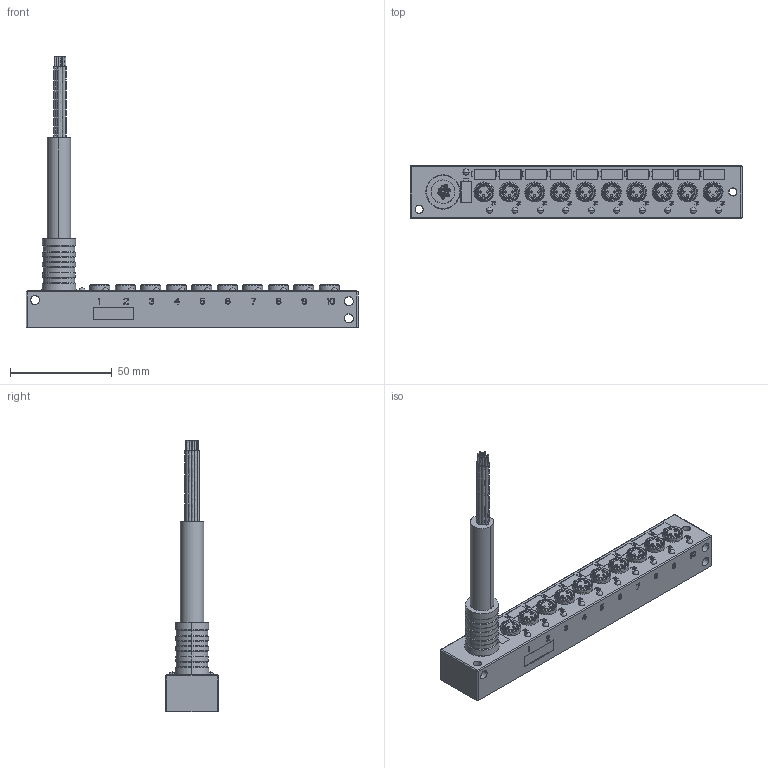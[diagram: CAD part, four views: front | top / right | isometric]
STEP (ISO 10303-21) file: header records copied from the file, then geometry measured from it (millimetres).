
FILE_DESCRIPTION( ('This file contains a STEP AP42 implementation' ,'as created by ZW3D STEP Interface translator.') ,'2;1' );
FILE_NAME( 'DM8C10-3-3XX-94TXX.stp' ,'211223.191048', (''), ('ZWCAD Software Co.'), 'Version 1.0', 'ZW3D to STEP translator', '' );
FILE_SCHEMA(('AUTOMOTIVE_DESIGN'));
Length unit declared in the file: millimetre
Products named in the file (3): 0; DM8C10-3-3PA-94XX; 94T
Assembly tree (1 placements, depth 2):
  0
  DM8C10-3-3PA-94XX
    94T
Bounding box: 163 x 26 x 133.13 mm (x, y, z)
Volume: 86080.8 mm3; surface area: 32431.2 mm2
Topology: 2 solids, 3 shells, 1980 faces, 5274 edges, 3475 vertices
Faces by surface type: bspline 1980
Entity records: 72649 total; most frequent: CARTESIAN_POINT 38673, ORIENTED_EDGE 10502, EDGE_CURVE 5251, B_SPLINE_CURVE_WITH_KNOTS 4763, VERTEX_POINT 3473, EDGE_LOOP 2192, FACE_OUTER_BOUND 1980, ADVANCED_FACE 1980
